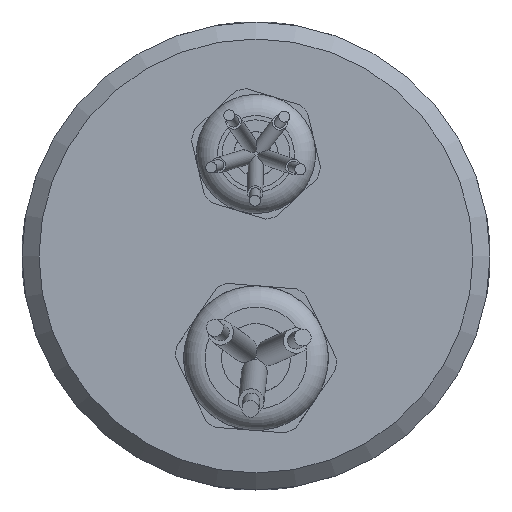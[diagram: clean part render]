
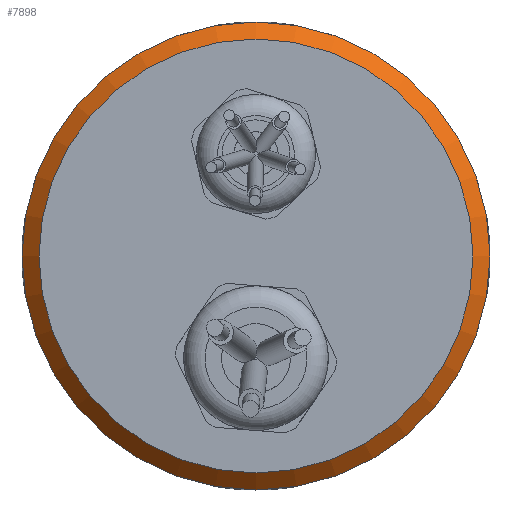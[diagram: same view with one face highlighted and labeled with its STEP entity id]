
A CAD part, left-side view. The second image highlights one B-rep face of the part: STEP entity #7898.
In plain terms, the highlighted conical face has half-angle 45 degrees and reference radius 27.5 mm.
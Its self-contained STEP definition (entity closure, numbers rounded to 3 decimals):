
#611 = CIRCLE ( 'NONE', #13090, 25.5 ) ;
#818 = AXIS2_PLACEMENT_3D ( 'NONE', #11574, #17138, #4668 ) ;
#1107 = CARTESIAN_POINT ( 'NONE',  ( -145., 0., 0. ) ) ;
#1247 = CONICAL_SURFACE ( 'NONE', #11403, 27.5, 0.785 ) ;
#3424 = CARTESIAN_POINT ( 'NONE',  ( -145., 0., -27.5 ) ) ;
#3811 = EDGE_CURVE ( 'NONE', #15902, #15902, #8635, .T. ) ;
#4668 = DIRECTION ( 'NONE',  ( 0., 0., -1. ) ) ;
#5520 = EDGE_LOOP ( 'NONE', ( #9847 ) ) ;
#6405 = VERTEX_POINT ( 'NONE', #11967 ) ;
#6419 = CARTESIAN_POINT ( 'NONE',  ( -147., 0., 0. ) ) ;
#6627 = DIRECTION ( 'NONE',  ( 1., 0., 0. ) ) ;
#7386 = EDGE_CURVE ( 'NONE', #6405, #6405, #611, .T. ) ;
#7898 = ADVANCED_FACE ( 'Defeature ausgef�hrt1_3', ( #7989, #13554 ), #1247, .T. ) ;
#7989 = FACE_BOUND ( 'NONE', #9451, .T. ) ;
#8635 = CIRCLE ( 'NONE', #818, 27.5 ) ;
#9114 = ORIENTED_EDGE ( 'NONE', *, *, #7386, .F. ) ;
#9451 = EDGE_LOOP ( 'NONE', ( #9114 ) ) ;
#9847 = ORIENTED_EDGE ( 'NONE', *, *, #3811, .F. ) ;
#11403 = AXIS2_PLACEMENT_3D ( 'NONE', #1107, #6627, #12175 ) ;
#11574 = CARTESIAN_POINT ( 'NONE',  ( -145., 0., 0. ) ) ;
#11967 = CARTESIAN_POINT ( 'NONE',  ( -147., 0., -25.5 ) ) ;
#11981 = DIRECTION ( 'NONE',  ( -1., 0., 0. ) ) ;
#12175 = DIRECTION ( 'NONE',  ( 0., 0., -1. ) ) ;
#13090 = AXIS2_PLACEMENT_3D ( 'NONE', #6419, #11981, #17556 ) ;
#13554 = FACE_OUTER_BOUND ( 'NONE', #5520, .T. ) ;
#15902 = VERTEX_POINT ( 'NONE', #3424 ) ;
#17138 = DIRECTION ( 'NONE',  ( 1., 0., 0. ) ) ;
#17556 = DIRECTION ( 'NONE',  ( 0., 0., -1. ) ) ;
